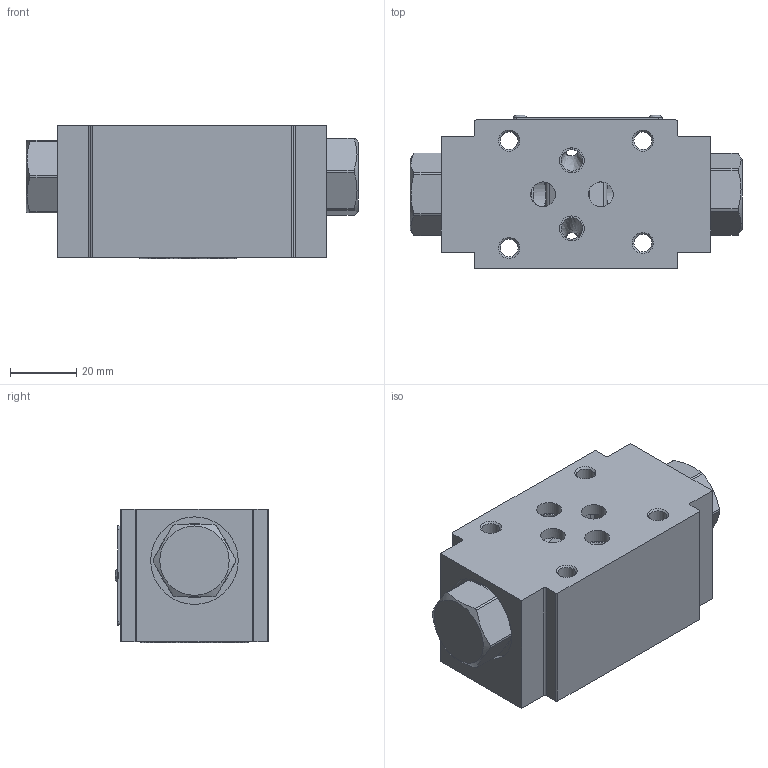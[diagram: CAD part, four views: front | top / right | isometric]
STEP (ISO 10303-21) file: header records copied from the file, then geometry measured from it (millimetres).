
FILE_DESCRIPTION(/* description */ (''),/* implementation_level */ '2;1');
FILE_NAME(/* name */ 'Z2S6-6XJ叠加式液控单向阀.prt.stp',/* time_stamp */ '2022-03-30T19:27:32+08:00',/* author */ (''),/* organization */ (''),/* preprocessor_version */ 'ST-DEVELOPER v16.7',/* originating_system */ 'SIEMENS PLM Software NX 12.0',/* authorisation */ '');
FILE_SCHEMA (('AUTOMOTIVE_DESIGN { 1 0 10303 214 3 1 1 1 }'));
Length unit declared in the file: millimetre
Products named in the file (1): Z2S6-6XJ叠加式液控单向阀
Bounding box: 100.5 x 46.5 x 40.29 mm (x, y, z)
Volume: 137387.8 mm3; surface area: 36782.9 mm2
Topology: 39 solids, 39 shells, 759 faces, 1981 edges, 1289 vertices
Faces by surface type: plane 566, cylinder 117, bspline 31, torus 19, cone 13, extrusion 13
Full cylindrical faces by diameter (mm): 1.8 x2, 1.9 x2, 2.5 x2, 5.4 x4, 6.5 x2, 7.5 x6, 12.2 x4, 13 x1, 13.5 x2, 18.3 x2, 20 x2, 20.5 x5, 22.5 x1, 26.5 x2
Entity records: 26895 total; most frequent: CARTESIAN_POINT 8501, ORIENTED_EDGE 3750, DIRECTION 3400, EDGE_CURVE 1875, VECTOR 1500, LINE 1487, VERTEX_POINT 1267, AXIS2_PLACEMENT_3D 950
